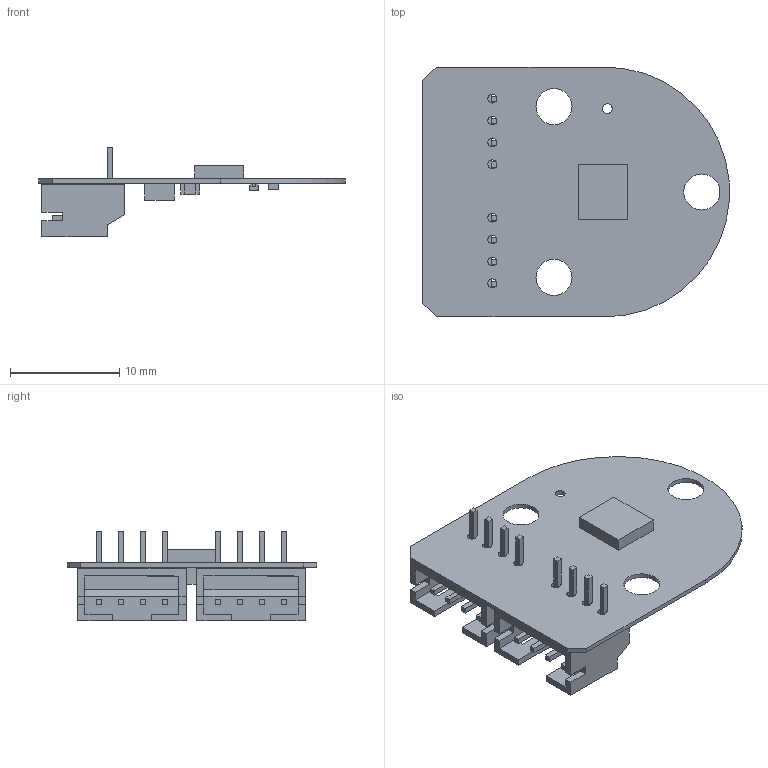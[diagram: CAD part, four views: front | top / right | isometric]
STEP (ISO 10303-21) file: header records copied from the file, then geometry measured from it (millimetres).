
FILE_DESCRIPTION(('Open CASCADE Model'),'2;1');
FILE_NAME('Open CASCADE Shape Model','2016-11-02T23:45:35',('Author'),( 'Open CASCADE'),'Open CASCADE STEP processor 6.8','Open CASCADE 6.8' ,'Unknown');
FILE_SCHEMA(('AUTOMOTIVE_DESIGN { 1 0 10303 214 1 1 1 1 }'));
Length unit declared in the file: millimetre
Products named in the file (30): PCB; Board; C3; 609761176; Extruded; 609761040; C1; 609760496; 609760632; C2; JP1; S4B-PH-K-S_RGB16777215; JP2; U1; 609761312; D1; WL-SMCW_0603_LED; housing; cover; base; Polarity_Mark; R1; 609760768; 609760904
Assembly tree (37 placements, depth 4):
  PCB
    Board
    C3
      609761176  x2
        Extruded
      609761040
        Extruded
    C1
      609760496
        Extruded
      609760632  x2
        Extruded
    C2
      609761040
        Extruded
      609761176  x2
        Extruded
    JP1
      S4B-PH-K-S_RGB16777215
    JP2
      S4B-PH-K-S_RGB16777215
    U1
      609761312
        Extruded
    D1
      WL-SMCW_0603_LED
        housing
        cover
        base  x2
        Polarity_Mark
    R1
      609760768  x2
        Extruded
      609760904
        Extruded
Bounding box: 28.03 x 22.86 x 8.2 mm (x, y, z)
Volume: 580.5 mm3; surface area: 2233.9 mm2
Topology: 21 solids, 21 shells, 336 faces, 843 edges, 546 vertices
Faces by surface type: plane 301, cylinder 31, sphere 4
Full cylindrical faces by diameter (mm): 0.8 x8, 0.889 x1, 3.3 x3
Entity records: 15997 total; most frequent: CARTESIAN_POINT 3817, DIRECTION 1973, LINE 1371, VECTOR 1371, ORIENTED_EDGE 1018, PCURVE 1018, DEFINITIONAL_REPRESENTATION 1018, EDGE_CURVE 509
